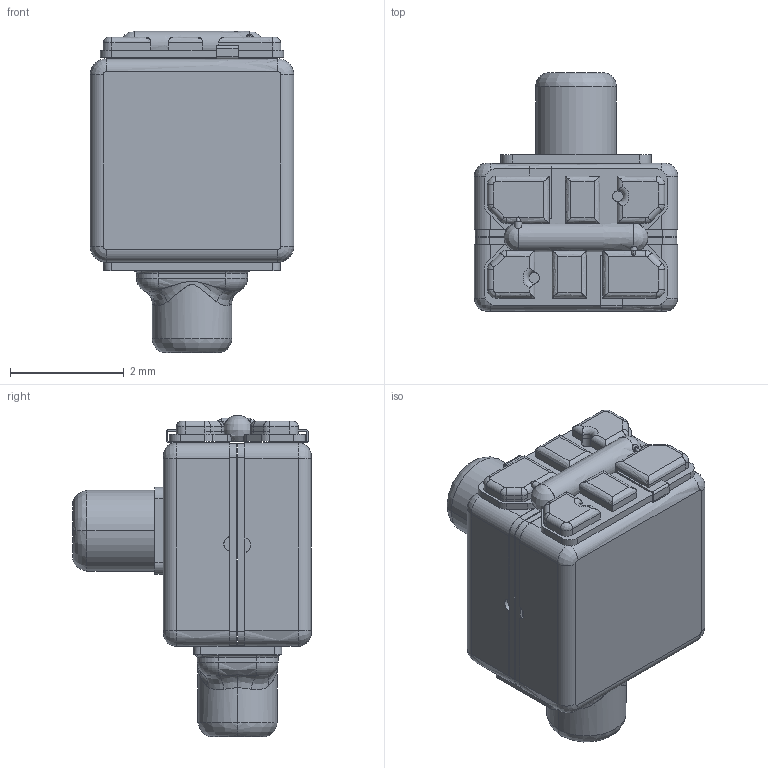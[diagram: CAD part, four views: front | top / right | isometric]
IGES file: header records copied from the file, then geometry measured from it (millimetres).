
Start section:  PTC IGES file: tp-24605-000_sw.igs
Global section: file name: tp-24605-000_sw.igs; native system: Pro/ENGINEER by Parametric Technology Corporation; preprocessor: 2005070; author: MMason; organization: Unknown; date: 060524.083541; units: inch
Bounding box: 3.58 x 4.2 x 5.66 mm (x, y, z)
Surface area: 207.4 mm2 (no closed solid volume)
Topology: 0 solids, 0 shells, 944 faces, 5206 edges, 5204 vertices
Faces by surface type: bspline 683, revolution 261
